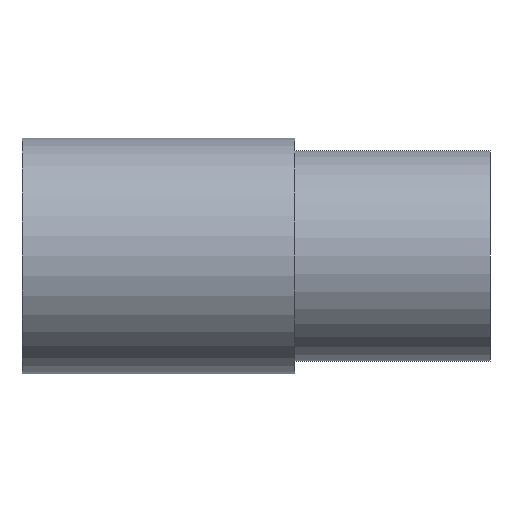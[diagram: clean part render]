
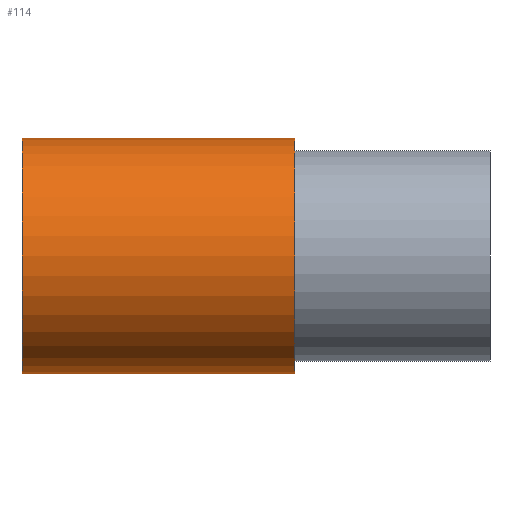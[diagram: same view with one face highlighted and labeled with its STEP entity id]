
A CAD part, front view. The second image highlights one B-rep face of the part: STEP entity #114.
In plain terms, the highlighted cylindrical face has radius 30.15 mm (diameter 60.3 mm), a full revolution.
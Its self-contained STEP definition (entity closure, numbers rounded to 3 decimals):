
#21=FACE_OUTER_BOUND('',#27,.T.);
#27=EDGE_LOOP('',(#81,#82,#83,#84,#85,#86));
#36=LINE('',#206,#39);
#39=VECTOR('',#166,30.15);
#42=CIRCLE('',#141,30.15);
#43=CIRCLE('',#142,30.15);
#44=CIRCLE('',#143,30.15);
#45=CIRCLE('',#144,30.15);
#54=VERTEX_POINT('',#201);
#55=VERTEX_POINT('',#202);
#56=VERTEX_POINT('',#205);
#57=VERTEX_POINT('',#207);
#66=EDGE_CURVE('',#54,#55,#42,.T.);
#67=EDGE_CURVE('',#55,#54,#43,.T.);
#68=EDGE_CURVE('',#55,#56,#36,.T.);
#69=EDGE_CURVE('',#56,#57,#44,.T.);
#70=EDGE_CURVE('',#57,#56,#45,.T.);
#81=ORIENTED_EDGE('',*,*,#66,.F.);
#82=ORIENTED_EDGE('',*,*,#67,.F.);
#83=ORIENTED_EDGE('',*,*,#68,.T.);
#84=ORIENTED_EDGE('',*,*,#69,.T.);
#85=ORIENTED_EDGE('',*,*,#70,.T.);
#86=ORIENTED_EDGE('',*,*,#68,.F.);
#111=CYLINDRICAL_SURFACE('',#140,30.15);
#114=ADVANCED_FACE('',(#21),#111,.T.);
#140=AXIS2_PLACEMENT_3D('',#200,#160,#161);
#141=AXIS2_PLACEMENT_3D('',#203,#162,#163);
#142=AXIS2_PLACEMENT_3D('',#204,#164,#165);
#143=AXIS2_PLACEMENT_3D('',#208,#167,#168);
#144=AXIS2_PLACEMENT_3D('',#209,#169,#170);
#160=DIRECTION('center_axis',(1.,0.,0.));
#161=DIRECTION('ref_axis',(0.,1.,0.));
#162=DIRECTION('center_axis',(1.,0.,0.));
#163=DIRECTION('ref_axis',(0.,0.,-1.));
#164=DIRECTION('center_axis',(1.,0.,0.));
#165=DIRECTION('ref_axis',(0.,0.,-1.));
#166=DIRECTION('',(-1.,0.,0.));
#167=DIRECTION('center_axis',(1.,0.,0.));
#168=DIRECTION('ref_axis',(0.,0.,-1.));
#169=DIRECTION('center_axis',(1.,0.,0.));
#170=DIRECTION('ref_axis',(0.,0.,-1.));
#200=CARTESIAN_POINT('Origin',(-85.,0.,0.));
#201=CARTESIAN_POINT('',(-50.,30.15,0.));
#202=CARTESIAN_POINT('',(-50.,-30.15,0.));
#203=CARTESIAN_POINT('Origin',(-50.,0.,0.));
#204=CARTESIAN_POINT('Origin',(-50.,0.,0.));
#205=CARTESIAN_POINT('',(-120.,-30.15,0.));
#206=CARTESIAN_POINT('',(-85.,-30.15,0.));
#207=CARTESIAN_POINT('',(-120.,30.15,0.));
#208=CARTESIAN_POINT('Origin',(-120.,0.,0.));
#209=CARTESIAN_POINT('Origin',(-120.,0.,0.));
